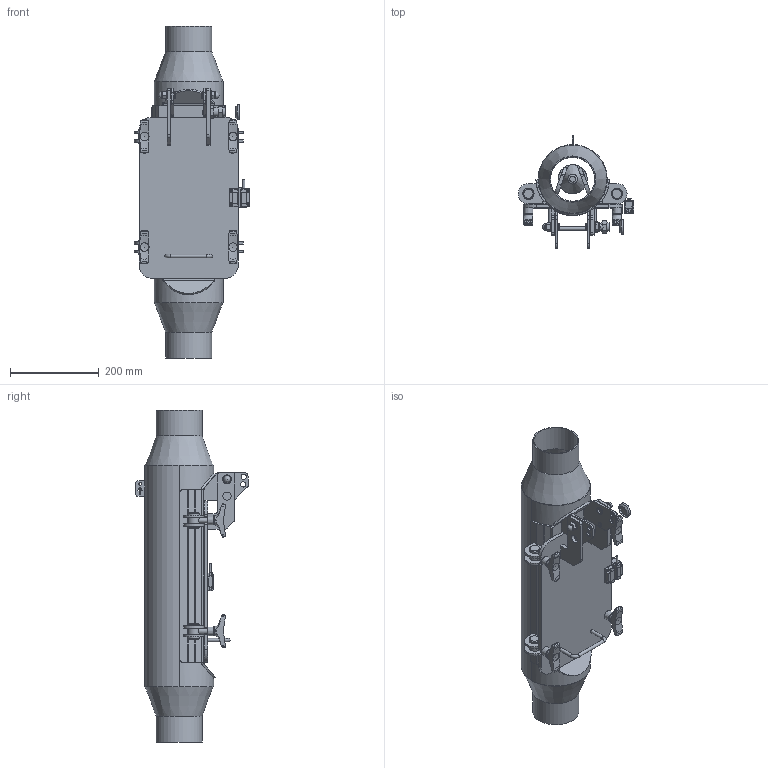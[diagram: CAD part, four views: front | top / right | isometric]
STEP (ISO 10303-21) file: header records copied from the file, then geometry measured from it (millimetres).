
FILE_DESCRIPTION(/* description */ (''),/* implementation_level */ '2;1');
FILE_NAME(/* name */ 'E0161038.stp',/* time_stamp */ '2024-03-01T15:13:39+01:00',/* author */ ('avd'),/* organization */ (''),/* preprocessor_version */ 'ST-DEVELOPER v18.1',/* originating_system */ 'Autodesk Inventor 2021',/* authorisation */ '');
FILE_SCHEMA (('CONFIG_CONTROL_DESIGN'));
Length unit declared in the file: millimetre
Products named in the file (1): Part2
Bounding box: 261 x 254.2 x 750 mm (x, y, z)
Volume: 2383908.1 mm3; surface area: 1118855.2 mm2
Topology: 2 solids, 21 shells, 1344 faces, 3651 edges, 2329 vertices
Faces by surface type: plane 609, cylinder 449, cone 112, torus 103, bspline 56, sphere 15
Full cylindrical faces by diameter (mm): 2.459 x4, 3 x4, 3.2 x4, 4.134 x6, 4.7 x1, 5 x4, 5.3 x4, 5.5 x4, 6 x1, 8 x3, 8.376 x2, 8.5 x4, 10 x9, 10.106 x4, 10.5 x2, 12 x12, 13.835 x1, 14 x1, 15 x2, 16 x4, 18.5 x1, 20 x4, 24 x2, 25 x4, 25.3 x8, 33 x1, 41 x1, 57.8 x2, 62.8 x1, 63 x2
Entity records: 47434 total; most frequent: CARTESIAN_POINT 12281, ORIENTED_EDGE 7132, DIRECTION 7001, EDGE_CURVE 3617, AXIS2_PLACEMENT_3D 2592, VERTEX_POINT 2329, LINE 1817, VECTOR 1817
